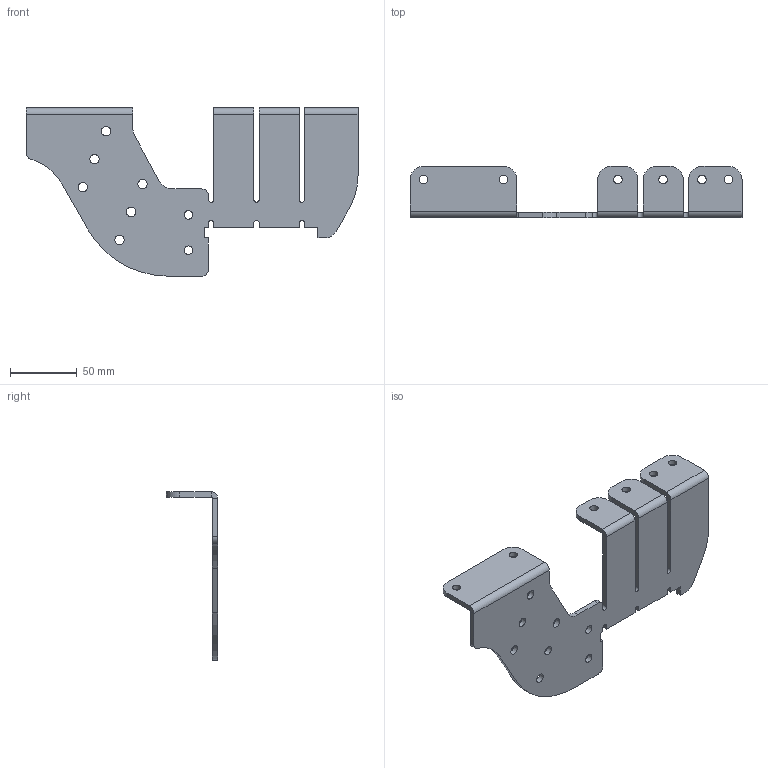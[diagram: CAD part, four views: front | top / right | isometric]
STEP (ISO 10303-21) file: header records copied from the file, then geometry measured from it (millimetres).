
FILE_DESCRIPTION(/* description */ (' ','CAx-IF Rec.Pracs.---Representation and Presentation of Product Manufacturing Information (PMI)---4.0---2014-10-13'),/* implementation_level */ '2;1');
FILE_NAME(/* name */ '10 60 315 (Y-Cable Chain Shelf).step',/* time_stamp */ '2025-03-20T08:58:10Z',/* author */ (''),/* organization */ (''),/* preprocessor_version */ 'ST-DEVELOPER v20',/* originating_system */ 'Autodesk Translation Framework v13.20.0.188',/* authorisation */ '');
FILE_SCHEMA (('AP242_MANAGED_MODEL_BASED_3D_ENGINEERING_MIM_LF { 1 0 10303 442 1 1 4 }'));
Length unit declared in the file: millimetre
Products named in the file (1): 10 60 315 (Y-Cable Chain Shelf)
Bounding box: 248.58 x 38.3 x 126.07 mm (x, y, z)
Volume: 98916.4 mm3; surface area: 56060 mm2
Topology: 1 solids, 1 shells, 104 faces, 274 edges, 172 vertices
Faces by surface type: plane 59, cylinder 45
Full cylindrical faces by diameter (mm): 6.4 x8, 7 x6
Entity records: 3288 total; most frequent: DIRECTION 574, CARTESIAN_POINT 551, ORIENTED_EDGE 548, EDGE_CURVE 274, AXIS2_PLACEMENT_3D 195, LINE 184, VECTOR 184, VERTEX_POINT 172
